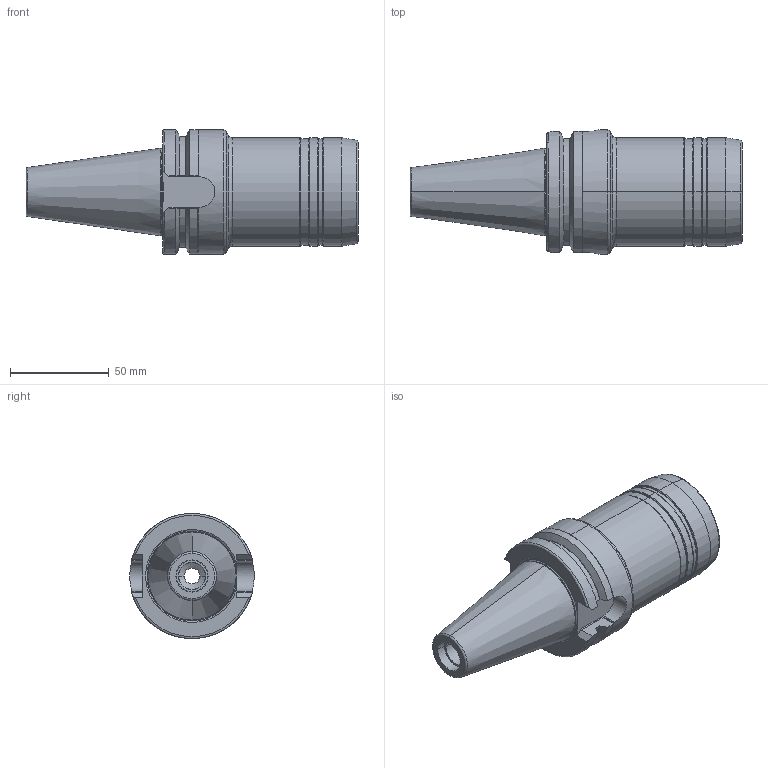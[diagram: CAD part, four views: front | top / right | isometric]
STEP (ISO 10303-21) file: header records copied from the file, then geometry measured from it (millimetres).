
FILE_DESCRIPTION((''),'2;1');
FILE_NAME('CCT40ADB-SHANK','2020-03-10T09:16:11',('eos'),(''),'CREO PARAMETRIC BY PTC INC, 2018500','CREO PARAMETRIC BY PTC INC, 2018500','');
FILE_SCHEMA(('CONFIG_CONTROL_DESIGN'));
Length unit declared in the file: millimetre
Products named in the file (1): CCT40ADB-SHANK
Bounding box: 168.25 x 63 x 63.47 mm (x, y, z)
Volume: 272471.9 mm3; surface area: 42252.9 mm2
Topology: 1 solids, 3 shells, 137 faces, 317 edges, 187 vertices
Faces by surface type: cylinder 42, plane 37, cone 29, torus 29
Entity records: 3971 total; most frequent: CARTESIAN_POINT 754, DIRECTION 728, ORIENTED_EDGE 622, EDGE_CURVE 315, AXIS2_PLACEMENT_3D 297, VERTEX_POINT 187, CIRCLE 159, EDGE_LOOP 146
